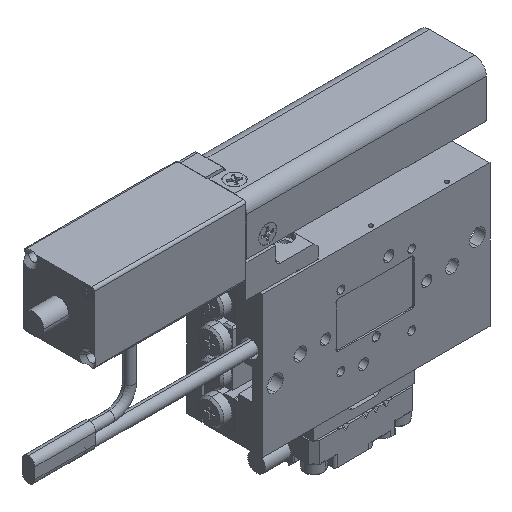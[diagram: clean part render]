
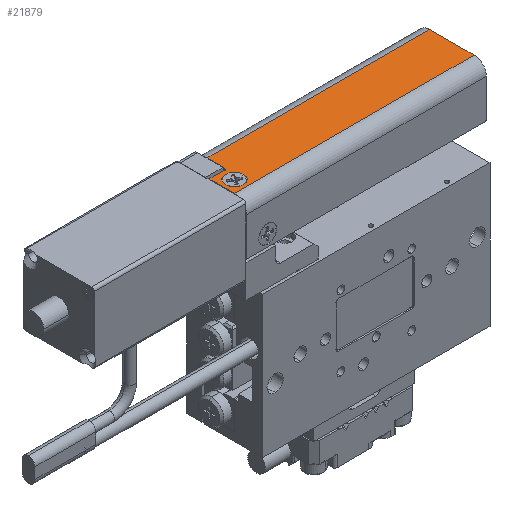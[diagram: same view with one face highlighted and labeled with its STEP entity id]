
A CAD part, isometric view. The second image highlights one B-rep face of the part: STEP entity #21879.
In plain terms, the highlighted face is planar.
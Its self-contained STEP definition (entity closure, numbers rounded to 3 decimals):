
#300 = EDGE_CURVE ( 'NONE', #5161, #26514, #43974, .T. ) ;
#599 = EDGE_CURVE ( 'NONE', #28691, #7509, #28885, .T. ) ;
#1079 = ORIENTED_EDGE ( 'NONE', *, *, #37028, .F. ) ;
#1111 = DIRECTION ( 'NONE',  ( 0., 0., -1. ) ) ;
#1185 = FACE_BOUND ( 'NONE', #30274, .T. ) ;
#2220 = ORIENTED_EDGE ( 'NONE', *, *, #9281, .F. ) ;
#3012 = VECTOR ( 'NONE', #32425, 1000. ) ;
#3349 = DIRECTION ( 'NONE',  ( 0., -1., 0. ) ) ;
#4562 = EDGE_CURVE ( 'NONE', #33441, #26514, #41953, .T. ) ;
#5091 = DIRECTION ( 'NONE',  ( 0., 1., 0. ) ) ;
#5161 = VERTEX_POINT ( 'NONE', #38662 ) ;
#5262 = CARTESIAN_POINT ( 'NONE',  ( -11.31, -8., 2.45 ) ) ;
#5671 = EDGE_CURVE ( 'NONE', #30809, #5161, #14301, .T. ) ;
#5952 = CARTESIAN_POINT ( 'NONE',  ( -11.31, -1.6, 47.4 ) ) ;
#6624 = ORIENTED_EDGE ( 'NONE', *, *, #5671, .T. ) ;
#6661 = CARTESIAN_POINT ( 'NONE',  ( -11.31, -8., 4.228 ) ) ;
#6679 = CARTESIAN_POINT ( 'NONE',  ( -11.31, -1.6, 47.4 ) ) ;
#7509 = VERTEX_POINT ( 'NONE', #6661 ) ;
#9281 = EDGE_CURVE ( 'NONE', #40814, #33441, #10800, .T. ) ;
#9760 = CIRCLE ( 'NONE', #31055, 1.778 ) ;
#10800 = LINE ( 'NONE', #6679, #3012 ) ;
#12461 = CARTESIAN_POINT ( 'NONE',  ( -11.31, -8., 2.45 ) ) ;
#13831 = CARTESIAN_POINT ( 'NONE',  ( -11.31, -5.39, 3.2 ) ) ;
#14301 = LINE ( 'NONE', #13831, #34426 ) ;
#14980 = EDGE_CURVE ( 'NONE', #30809, #25829, #16441, .T. ) ;
#16149 = CARTESIAN_POINT ( 'NONE',  ( -11.31, -10.4, 47.4 ) ) ;
#16440 = DIRECTION ( 'NONE',  ( -1., 0., 0. ) ) ;
#16441 = LINE ( 'NONE', #27841, #30591 ) ;
#17948 = CARTESIAN_POINT ( 'NONE',  ( -11.31, -1.6, 47.4 ) ) ;
#19582 = VECTOR ( 'NONE', #1111, 1000. ) ;
#20080 = DIRECTION ( 'NONE',  ( 0., 0., 1. ) ) ;
#20533 = DIRECTION ( 'NONE',  ( 0., 0., -1. ) ) ;
#20723 = ORIENTED_EDGE ( 'NONE', *, *, #14980, .F. ) ;
#20894 = AXIS2_PLACEMENT_3D ( 'NONE', #43006, #42026, #5091 ) ;
#21879 = ADVANCED_FACE ( 'NONE', ( #1185, #27175 ), #23780, .F. ) ;
#23780 = PLANE ( 'NONE',  #20894 ) ;
#23911 = ORIENTED_EDGE ( 'NONE', *, *, #599, .F. ) ;
#24956 = DIRECTION ( 'NONE',  ( 0., 0., -1. ) ) ;
#25829 = VERTEX_POINT ( 'NONE', #39961 ) ;
#26514 = VERTEX_POINT ( 'NONE', #42714 ) ;
#27175 = FACE_OUTER_BOUND ( 'NONE', #42986, .T. ) ;
#27646 = VECTOR ( 'NONE', #20533, 1000. ) ;
#27815 = CARTESIAN_POINT ( 'NONE',  ( -11.31, -5.39, 3.2 ) ) ;
#27841 = CARTESIAN_POINT ( 'NONE',  ( -11.31, 0.81, 3.2 ) ) ;
#28258 = EDGE_CURVE ( 'NONE', #40814, #25829, #31216, .T. ) ;
#28691 = VERTEX_POINT ( 'NONE', #30692 ) ;
#28885 = CIRCLE ( 'NONE', #36671, 1.778 ) ;
#29579 = VECTOR ( 'NONE', #3349, 1000. ) ;
#30274 = EDGE_LOOP ( 'NONE', ( #1079, #23911 ) ) ;
#30591 = VECTOR ( 'NONE', #42464, 1000. ) ;
#30692 = CARTESIAN_POINT ( 'NONE',  ( -11.31, -8., 0.672 ) ) ;
#30809 = VERTEX_POINT ( 'NONE', #27815 ) ;
#31055 = AXIS2_PLACEMENT_3D ( 'NONE', #12461, #45775, #35287 ) ;
#31216 = LINE ( 'NONE', #5952, #27646 ) ;
#32425 = DIRECTION ( 'NONE',  ( 0., -1., 0. ) ) ;
#33441 = VERTEX_POINT ( 'NONE', #16149 ) ;
#34413 = CARTESIAN_POINT ( 'NONE',  ( -11.31, -10.4, 47.4 ) ) ;
#34426 = VECTOR ( 'NONE', #24956, 1000. ) ;
#35287 = DIRECTION ( 'NONE',  ( 0., 0., 1. ) ) ;
#36671 = AXIS2_PLACEMENT_3D ( 'NONE', #5262, #16440, #20080 ) ;
#37028 = EDGE_CURVE ( 'NONE', #7509, #28691, #9760, .T. ) ;
#38662 = CARTESIAN_POINT ( 'NONE',  ( -11.31, -5.39, 0. ) ) ;
#39961 = CARTESIAN_POINT ( 'NONE',  ( -11.31, -1.6, 3.2 ) ) ;
#40417 = ORIENTED_EDGE ( 'NONE', *, *, #4562, .F. ) ;
#40814 = VERTEX_POINT ( 'NONE', #17948 ) ;
#41953 = LINE ( 'NONE', #34413, #19582 ) ;
#42026 = DIRECTION ( 'NONE',  ( 1., 0., 0. ) ) ;
#42464 = DIRECTION ( 'NONE',  ( 0., 1., 0. ) ) ;
#42714 = CARTESIAN_POINT ( 'NONE',  ( -11.31, -10.4, 0. ) ) ;
#42986 = EDGE_LOOP ( 'NONE', ( #20723, #6624, #44436, #40417, #2220, #46301 ) ) ;
#43006 = CARTESIAN_POINT ( 'NONE',  ( -11.31, -1.6, 47.4 ) ) ;
#43718 = CARTESIAN_POINT ( 'NONE',  ( -11.31, -1.6, 0. ) ) ;
#43974 = LINE ( 'NONE', #43718, #29579 ) ;
#44436 = ORIENTED_EDGE ( 'NONE', *, *, #300, .T. ) ;
#45775 = DIRECTION ( 'NONE',  ( -1., 0., 0. ) ) ;
#46301 = ORIENTED_EDGE ( 'NONE', *, *, #28258, .T. ) ;
